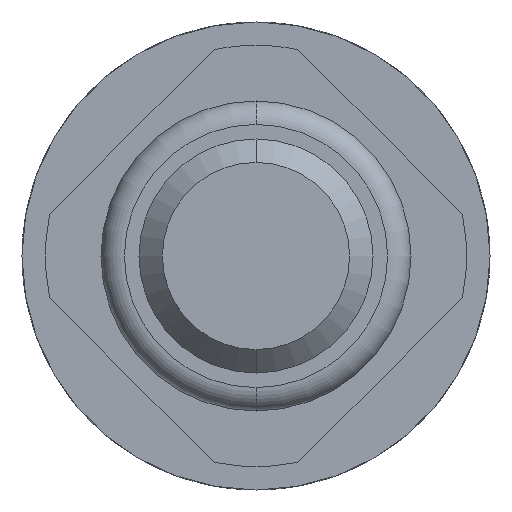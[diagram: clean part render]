
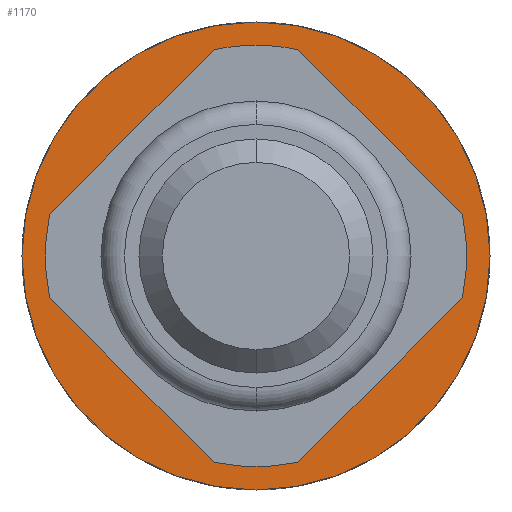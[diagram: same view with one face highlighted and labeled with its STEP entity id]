
A CAD part, front view. The second image highlights one B-rep face of the part: STEP entity #1170.
In plain terms, the highlighted planar face has unit normal (0, -1, 0).
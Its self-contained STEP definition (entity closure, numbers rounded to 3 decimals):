
#106 = ORIENTED_EDGE ( 'NONE', *, *, #1293, .F. ) ;
#392 = AXIS2_PLACEMENT_3D ( 'NONE', #5527, #1589, #3528 ) ;
#406 = CARTESIAN_POINT ( 'NONE',  ( 0., 5.3, 2. ) ) ;
#673 = CARTESIAN_POINT ( 'NONE',  ( 0.9, 5.3, 0. ) ) ;
#804 = CARTESIAN_POINT ( 'NONE',  ( 0., 5.3, 0. ) ) ;
#1170 = ADVANCED_FACE ( 'Defeature ausgef�hrt3_21', ( #1309, #2143 ), #3606, .F. ) ;
#1226 = DIRECTION ( 'NONE',  ( 0., 1., 0. ) ) ;
#1235 = DIRECTION ( 'NONE',  ( 0., 1., 0. ) ) ;
#1268 = AXIS2_PLACEMENT_3D ( 'NONE', #673, #4610, #6059 ) ;
#1293 = EDGE_CURVE ( 'Defeature ausgef�hrt3_20+Defeature ausgef�hrt3_21+Defeature ausgef�hrt3_21+Defeature ausgef�hrt3_21', #1299, #3721, #4457, .T. ) ;
#1299 = VERTEX_POINT ( 'NONE', #2738 ) ;
#1309 = FACE_OUTER_BOUND ( 'NONE', #4855, .T. ) ;
#1358 = CIRCLE ( 'NONE', #3900, 0.9 ) ;
#1589 = DIRECTION ( 'NONE',  ( 0., 1., 0. ) ) ;
#1648 = AXIS2_PLACEMENT_3D ( 'NONE', #4189, #2701, #6169 ) ;
#1678 = EDGE_CURVE ( 'Defeature ausgef�hrt3_20+Defeature ausgef�hrt3_21+Defeature ausgef�hrt3_21+Defeature ausgef�hrt3_21', #3721, #1299, #2661, .T. ) ;
#2112 = VERTEX_POINT ( 'NONE', #4137 ) ;
#2143 = FACE_BOUND ( 'NONE', #3410, .T. ) ;
#2661 = CIRCLE ( 'NONE', #1648, 2. ) ;
#2701 = DIRECTION ( 'NONE',  ( 0., 1., 0. ) ) ;
#2738 = CARTESIAN_POINT ( 'NONE',  ( 0., 5.3, -2. ) ) ;
#3267 = CIRCLE ( 'NONE', #392, 0.9 ) ;
#3410 = EDGE_LOOP ( 'NONE', ( #4160, #4257 ) ) ;
#3528 = DIRECTION ( 'NONE',  ( 0., 0., 1. ) ) ;
#3606 = PLANE ( 'NONE',  #1268 ) ;
#3721 = VERTEX_POINT ( 'NONE', #406 ) ;
#3900 = AXIS2_PLACEMENT_3D ( 'NONE', #804, #1226, #5672 ) ;
#4100 = EDGE_CURVE ( 'Defeature ausgef�hrt3_21+Defeature ausgef�hrt3_19+Defeature ausgef�hrt3_19+Defeature ausgef�hrt3_19', #2112, #5368, #1358, .T. ) ;
#4137 = CARTESIAN_POINT ( 'NONE',  ( 0., 5.3, 0.9 ) ) ;
#4160 = ORIENTED_EDGE ( 'NONE', *, *, #4100, .T. ) ;
#4189 = CARTESIAN_POINT ( 'NONE',  ( 0., 5.3, 0. ) ) ;
#4231 = AXIS2_PLACEMENT_3D ( 'NONE', #5720, #1235, #6206 ) ;
#4257 = ORIENTED_EDGE ( 'NONE', *, *, #4466, .T. ) ;
#4340 = CARTESIAN_POINT ( 'NONE',  ( 0., 5.3, -0.9 ) ) ;
#4457 = CIRCLE ( 'NONE', #4231, 2. ) ;
#4466 = EDGE_CURVE ( 'Defeature ausgef�hrt3_21+Defeature ausgef�hrt3_19+Defeature ausgef�hrt3_19+Defeature ausgef�hrt3_19', #5368, #2112, #3267, .T. ) ;
#4610 = DIRECTION ( 'NONE',  ( 0., 1., 0. ) ) ;
#4855 = EDGE_LOOP ( 'NONE', ( #5761, #106 ) ) ;
#5368 = VERTEX_POINT ( 'NONE', #4340 ) ;
#5527 = CARTESIAN_POINT ( 'NONE',  ( 0., 5.3, 0. ) ) ;
#5672 = DIRECTION ( 'NONE',  ( 0., 0., 1. ) ) ;
#5720 = CARTESIAN_POINT ( 'NONE',  ( 0., 5.3, 0. ) ) ;
#5761 = ORIENTED_EDGE ( 'NONE', *, *, #1678, .F. ) ;
#6059 = DIRECTION ( 'NONE',  ( 0., 0., 1. ) ) ;
#6169 = DIRECTION ( 'NONE',  ( 0., 0., 1. ) ) ;
#6206 = DIRECTION ( 'NONE',  ( 0., 0., 1. ) ) ;
